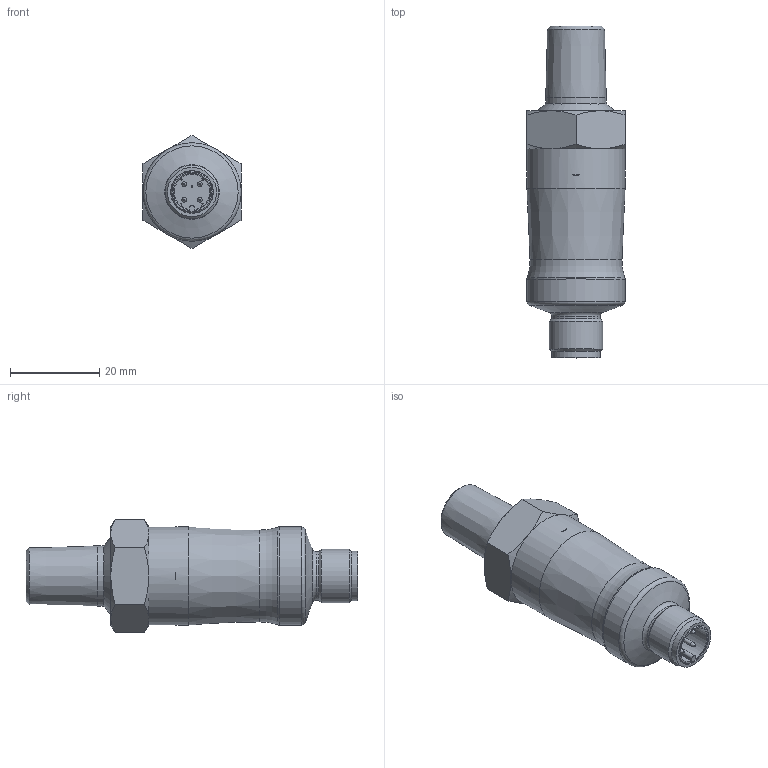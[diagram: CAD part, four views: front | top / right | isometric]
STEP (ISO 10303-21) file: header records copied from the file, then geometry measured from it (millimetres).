
FILE_DESCRIPTION(/* description */ ('Unknown'),/* implementation_level */ '2;1');
FILE_NAME(/* name */ 'PP20S-1.XXXXR.XX14.044X00.004',/* time_stamp */ '2023-06-19T08:23:02+02:00',/* author */ ('Unknown'),/* organization */ ('Baumer'),/* preprocessor_version */ 'ST-DEVELOPER v16.7',/* originating_system */ 'Solid Edge',/* authorisation */ 'Unknown');
FILE_SCHEMA (('AUTOMOTIVE_DESIGN {1 0 10303 214 3 1 1}'));
Length unit declared in the file: millimetre
Products named in the file (1): Part1
Bounding box: 22 x 74.4 x 25.4 mm (x, y, z)
Volume: 8811.3 mm3; surface area: 9793.2 mm2
Topology: 1 solids, 1 shells, 644 faces, 1770 edges, 1143 vertices
Faces by surface type: plane 362, cylinder 108, bspline 85, cone 57, torus 32
Full cylindrical faces by diameter (mm): 0.7 x6, 0.9 x2, 1 x4, 2 x1, 4.5 x1, 8 x1, 8.4 x1, 8.7 x1, 9.36 x1, 9.45 x1, 9.5 x1, 9.55 x1, 10.9 x1, 11 x1, 12 x1, 13.561 x1, 14.4 x1, 18.2 x1, 19 x1, 19.188 x1, 19.2 x1, 20 x1, 20.4 x1, 22 x2
Entity records: 26565 total; most frequent: CARTESIAN_POINT 7195, ORIENTED_EDGE 3334, DIRECTION 2581, EDGE_CURVE 1667, VERTEX_POINT 1113, AXIS2_PLACEMENT_3D 891, LINE 799, VECTOR 799
